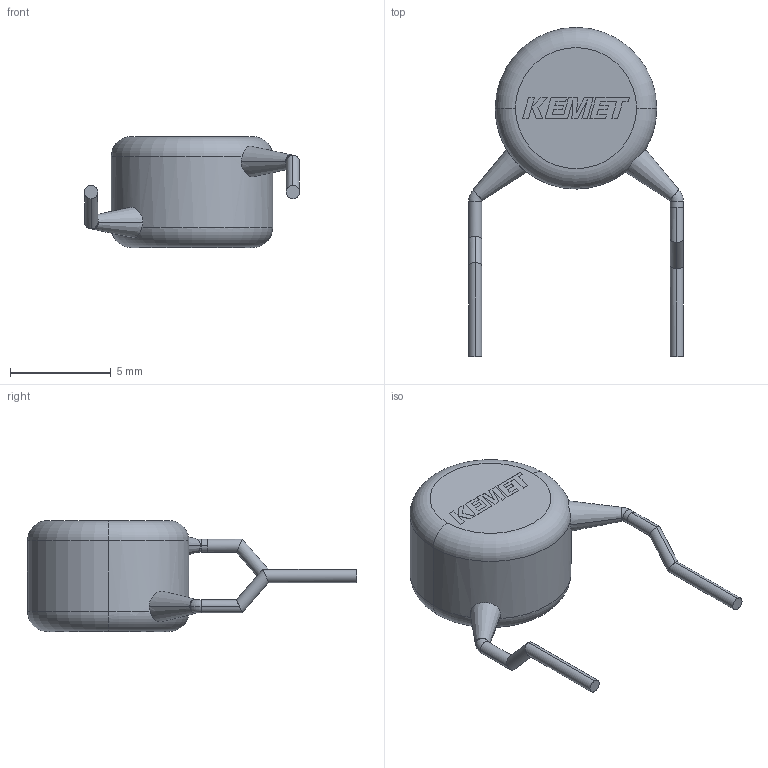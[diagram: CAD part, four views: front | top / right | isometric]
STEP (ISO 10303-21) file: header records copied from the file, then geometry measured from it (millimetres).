
FILE_DESCRIPTION (( 'STEP AP214' ), '1' );
FILE_NAME ('CCD_VCC900_D8T5.5S10LL4.5F0.65.STEP', '2017-10-30T21:40:07', ( '' ), ( '' ), 'SwSTEP 2.0', 'SolidWorks 2014', '' );
FILE_SCHEMA (( 'AUTOMOTIVE_DESIGN' ));
Length unit declared in the file: millimetre
Products named in the file (1): CCD_VCC900_D8T5.5S10LL4.5F0.65
Bounding box: 10.65 x 16.3 x 5.5 mm (x, y, z)
Volume: 277.1 mm3; surface area: 274.2 mm2
Topology: 5 solids, 5 shells, 93 faces, 229 edges, 148 vertices
Faces by surface type: plane 65, cylinder 16, torus 8, cone 4
Entity records: 3846 total; most frequent: CARTESIAN_POINT 561, ORIENTED_EDGE 458, DIRECTION 437, EDGE_CURVE 229, VECTOR 173, LINE 173, VERTEX_POINT 148, AXIS2_PLACEMENT_3D 132
